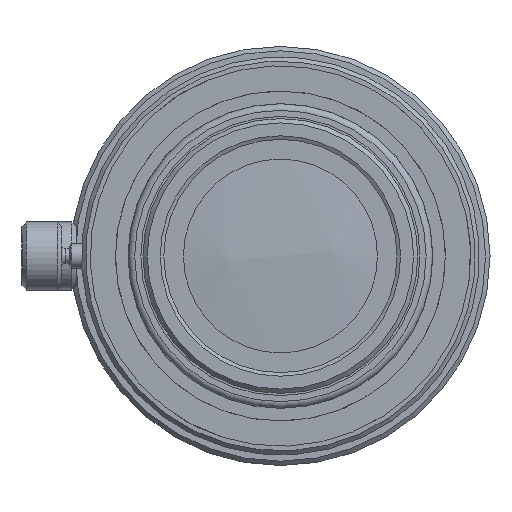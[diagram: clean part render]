
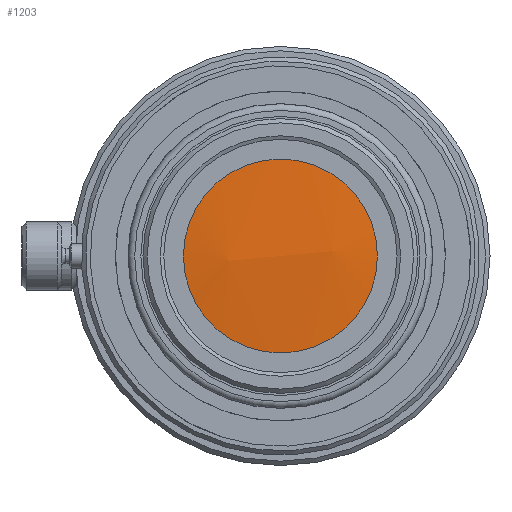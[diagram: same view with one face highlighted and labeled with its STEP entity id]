
A CAD part, left-side view. The second image highlights one B-rep face of the part: STEP entity #1203.
In plain terms, the highlighted spherical face has radius 99.42 mm.
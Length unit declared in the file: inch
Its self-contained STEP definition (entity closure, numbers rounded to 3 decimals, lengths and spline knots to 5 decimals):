
#1187=CARTESIAN_POINT('',(3.91417,0.0,0.0));
#1188=DIRECTION('',(0.0,0.0,1.0));
#1189=DIRECTION('',(1.0,0.0,0.0));
#1190=AXIS2_PLACEMENT_3D('',#1187,#1188,#1189);
#1191=SPHERICAL_SURFACE('',#1190,3.91417);
#1192=CARTESIAN_POINT('',(0.02862,0.47244,0.0));
#1193=VERTEX_POINT('',#1192);
#1194=CARTESIAN_POINT('',(0.02862,0.0,0.0));
#1195=DIRECTION('',(1.0,0.0,0.0));
#1196=DIRECTION('',(0.0,1.0,0.0));
#1197=AXIS2_PLACEMENT_3D('',#1194,#1195,#1196);
#1198=CIRCLE('',#1197,0.47244);
#1199=EDGE_CURVE('',#1193,#1193,#1198,.T.);
#1200=ORIENTED_EDGE('',*,*,#1199,.F.);
#1201=EDGE_LOOP('',(#1200));
#1202=FACE_OUTER_BOUND('',#1201,.T.);
#1203=ADVANCED_FACE('',(#1202),#1191,.T.);
